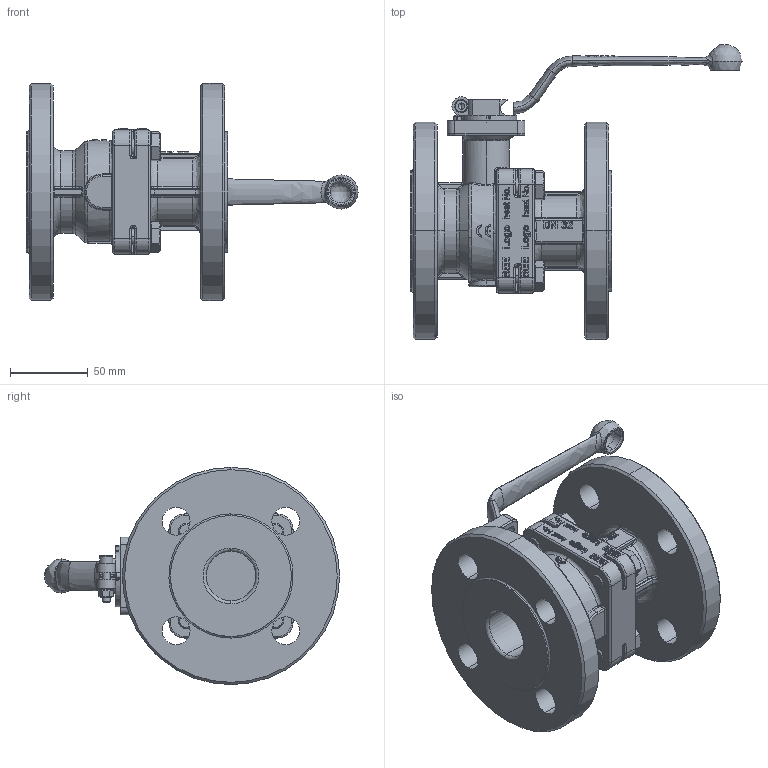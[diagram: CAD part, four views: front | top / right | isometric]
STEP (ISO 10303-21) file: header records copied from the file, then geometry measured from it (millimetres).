
FILE_DESCRIPTION (( 'STEP AP214' ), '1' );
FILE_NAME ('FK05_DN32.STEP', '2022-08-17T12:09:57', ( '' ), ( '' ), 'SwSTEP 2.0', 'SolidWorks 2021', '' );
FILE_SCHEMA (( 'AUTOMOTIVE_DESIGN' ));
Length unit declared in the file: metre
Products named in the file (1): FK05_DN32
Bounding box: 214 x 190.22 x 140 mm (x, y, z)
Volume: 789824.6 mm3; surface area: 136327.9 mm2
Topology: 2 solids, 2 shells, 1367 faces, 3582 edges, 2241 vertices
Faces by surface type: bspline 504, plane 488, cylinder 283, cone 92
Entity records: 69831 total; most frequent: CARTESIAN_POINT 25838, ORIENTED_EDGE 7092, DIRECTION 4661, EDGE_CURVE 3546, VERTEX_POINT 2242, VECTOR 1583, LINE 1583, AXIS2_PLACEMENT_3D 1539
